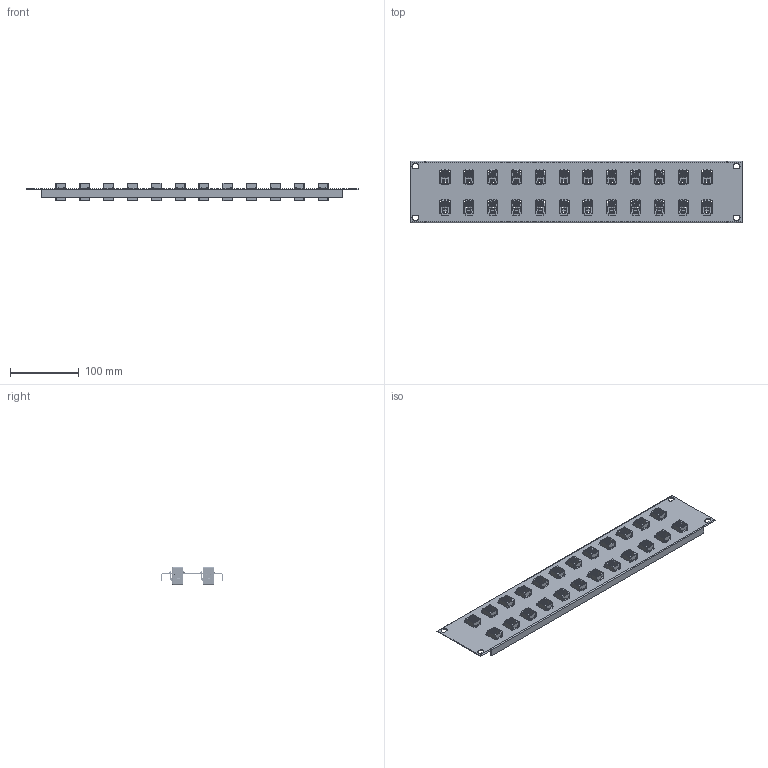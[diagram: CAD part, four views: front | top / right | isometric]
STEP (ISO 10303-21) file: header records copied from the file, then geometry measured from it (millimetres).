
FILE_DESCRIPTION (( 'STEP AP214' ), '1' );
FILE_NAME ('PR35B-C6-24M_3D.step', '2025-02-28T17:02:56', ( '' ), ( '' ), 'SwSTEP 2.0', 'SolidWorks 2022', '' );
FILE_SCHEMA (( 'AUTOMOTIVE_DESIGN' ));
Length unit declared in the file: inch
Products named in the file (3): TDG1026KCx-MINI_Cat 6; PR35B-C6-24M_3D; PR35B-24KS
Assembly tree (25 placements, depth 2):
  PR35B-C6-24M_3D
    PR35B-24KS
    TDG1026KCx-MINI_Cat 6  x24
Bounding box: 482.6 x 88.9 x 25 mm (x, y, z)
Volume: 158107.5 mm3; surface area: 189824.1 mm2
Topology: 25 solids, 25 shells, 10074 faces, 28436 edges, 18076 vertices
Faces by surface type: plane 6814, bspline 2208, cylinder 860, sphere 192
Entity records: 23438 total; most frequent: CARTESIAN_POINT 8442, ORIENTED_EDGE 3128, DIRECTION 2438, EDGE_CURVE 1564, VECTOR 1266, LINE 1266, VERTEX_POINT 1010, EDGE_LOOP 652
